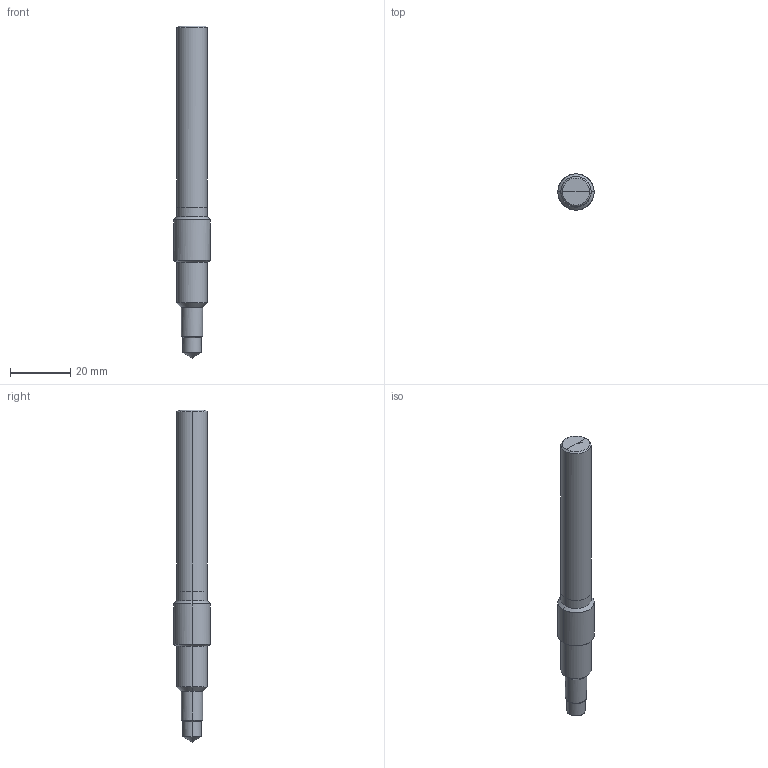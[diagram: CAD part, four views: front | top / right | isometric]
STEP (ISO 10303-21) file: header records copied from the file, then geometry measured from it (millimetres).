
FILE_DESCRIPTION(/* description */ (''),/* implementation_level */ '2;1');
FILE_NAME(/*name*/ 'Bohrer',/*time_stamp*/'2014-5-8T8:43:30',/*author*/ ('ISBE GmbH'),/*organization*/ ('ISBE GmbH'),/*preprocessor_version*/ 'STEP IO v1.0',/*originating_system*/ '',/*authorisation*/ '');
FILE_SCHEMA (('AUTOMOTIVE_DESIGN'));
Length unit declared in the file: millimetre
Products named in the file (1): Document
Bounding box: 12 x 11.98 x 110 mm (x, y, z)
Surface area: 3970 mm2 (no closed solid volume)
Topology: 0 solids, 42 shells, 42 faces, 170 edges, 160 vertices
Faces by surface type: bspline 42
Entity records: 1759 total; most frequent: CARTESIAN_POINT 1088, VERTEX_POINT 156, EDGE_CURVE 156, ORIENTED_EDGE 156, EDGE_LOOP 42, FACE_OUTER_BOUND 42, ADVANCED_FACE 42, DIRECTION 8
